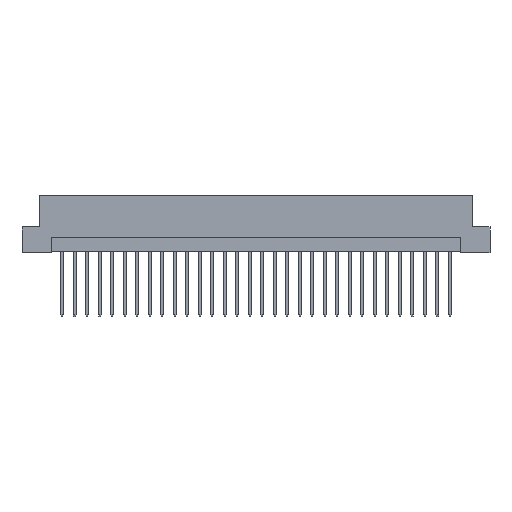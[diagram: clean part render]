
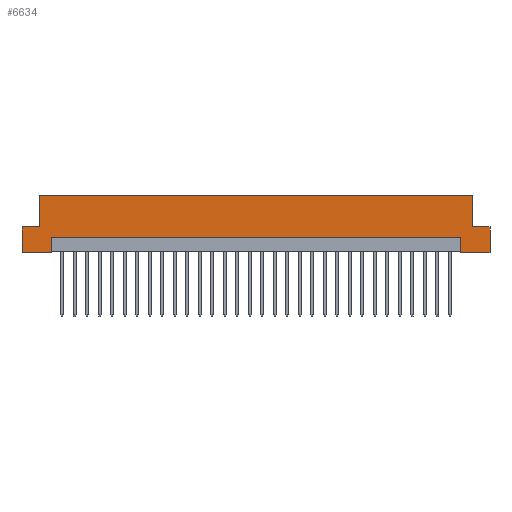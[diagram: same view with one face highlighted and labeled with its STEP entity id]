
A CAD part, front view. The second image highlights one B-rep face of the part: STEP entity #6634.
In plain terms, the highlighted planar face has unit normal (0, -1, 0).
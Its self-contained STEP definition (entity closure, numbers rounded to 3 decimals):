
#147 = DIRECTION ( 'NONE',  ( 0., 0., -1. ) ) ;
#582 = VERTEX_POINT ( 'NONE', #10951 ) ;
#636 = EDGE_CURVE ( 'NONE', #7040, #966, #6845, .T. ) ;
#803 = CARTESIAN_POINT ( 'NONE',  ( 47.5, -4.3, 0. ) ) ;
#870 = ORIENTED_EDGE ( 'NONE', *, *, #636, .F. ) ;
#916 = CARTESIAN_POINT ( 'NONE',  ( -44., -4.3, 5.2 ) ) ;
#966 = VERTEX_POINT ( 'NONE', #1473 ) ;
#1243 = VERTEX_POINT ( 'NONE', #5189 ) ;
#1473 = CARTESIAN_POINT ( 'NONE',  ( 47.5, -4.3, 0. ) ) ;
#1593 = AXIS2_PLACEMENT_3D ( 'NONE', #6920, #4037, #2995 ) ;
#1700 = EDGE_CURVE ( 'NONE', #6204, #582, #1910, .T. ) ;
#1897 = CARTESIAN_POINT ( 'NONE',  ( -41.6, -4.3, 0. ) ) ;
#1910 = LINE ( 'NONE', #916, #9089 ) ;
#2577 = EDGE_CURVE ( 'NONE', #12771, #5026, #7196, .T. ) ;
#2691 = VECTOR ( 'NONE', #147, 1000. ) ;
#2938 = LINE ( 'NONE', #6926, #12025 ) ;
#2995 = DIRECTION ( 'NONE',  ( -1., 0., 0. ) ) ;
#3048 = VECTOR ( 'NONE', #5240, 1000. ) ;
#3191 = ORIENTED_EDGE ( 'NONE', *, *, #6519, .F. ) ;
#3456 = ORIENTED_EDGE ( 'NONE', *, *, #5474, .T. ) ;
#3698 = CARTESIAN_POINT ( 'NONE',  ( 41.6, -4.3, 0.2 ) ) ;
#3923 = DIRECTION ( 'NONE',  ( 0., 0., 1. ) ) ;
#4037 = DIRECTION ( 'NONE',  ( 0., 1., 0. ) ) ;
#4069 = ORIENTED_EDGE ( 'NONE', *, *, #1700, .F. ) ;
#4196 = DIRECTION ( 'NONE',  ( 1., 0., 0. ) ) ;
#4690 = DIRECTION ( 'NONE',  ( 0., 0., 1. ) ) ;
#4724 = ORIENTED_EDGE ( 'NONE', *, *, #10096, .F. ) ;
#4841 = LINE ( 'NONE', #5814, #8497 ) ;
#4902 = CARTESIAN_POINT ( 'NONE',  ( 41.6, -4.3, 0. ) ) ;
#4987 = CARTESIAN_POINT ( 'NONE',  ( -41.6, -4.3, 0.2 ) ) ;
#4999 = VERTEX_POINT ( 'NONE', #8760 ) ;
#5026 = VERTEX_POINT ( 'NONE', #1897 ) ;
#5095 = VECTOR ( 'NONE', #8179, 1000. ) ;
#5189 = CARTESIAN_POINT ( 'NONE',  ( 44., -4.3, 11.6 ) ) ;
#5231 = CARTESIAN_POINT ( 'NONE',  ( -41.6, -4.3, 3. ) ) ;
#5240 = DIRECTION ( 'NONE',  ( 1., 0., 0. ) ) ;
#5474 = EDGE_CURVE ( 'NONE', #6921, #5026, #6946, .T. ) ;
#5814 = CARTESIAN_POINT ( 'NONE',  ( -47.5, -4.3, 5.2 ) ) ;
#5860 = LINE ( 'NONE', #3698, #8530 ) ;
#5863 = CARTESIAN_POINT ( 'NONE',  ( 47.5, -4.3, 11.6 ) ) ;
#6088 = EDGE_CURVE ( 'NONE', #12626, #966, #10079, .T. ) ;
#6094 = CARTESIAN_POINT ( 'NONE',  ( 47.5, -4.3, 5.2 ) ) ;
#6204 = VERTEX_POINT ( 'NONE', #7252 ) ;
#6223 = LINE ( 'NONE', #6094, #7838 ) ;
#6519 = EDGE_CURVE ( 'NONE', #4999, #6204, #4841, .T. ) ;
#6634 = ADVANCED_FACE ( 'NONE', ( #7117 ), #11954, .F. ) ;
#6845 = LINE ( 'NONE', #5863, #7077 ) ;
#6849 = CARTESIAN_POINT ( 'NONE',  ( -47.5, -4.3, 0. ) ) ;
#6920 = CARTESIAN_POINT ( 'NONE',  ( 47.5, -4.3, 11.6 ) ) ;
#6921 = VERTEX_POINT ( 'NONE', #6849 ) ;
#6926 = CARTESIAN_POINT ( 'NONE',  ( -41.6, -4.3, 3. ) ) ;
#6946 = LINE ( 'NONE', #803, #7010 ) ;
#7010 = VECTOR ( 'NONE', #7792, 1000. ) ;
#7040 = VERTEX_POINT ( 'NONE', #11943 ) ;
#7077 = VECTOR ( 'NONE', #11019, 1000. ) ;
#7117 = FACE_OUTER_BOUND ( 'NONE', #7840, .T. ) ;
#7196 = LINE ( 'NONE', #4987, #5095 ) ;
#7252 = CARTESIAN_POINT ( 'NONE',  ( -44., -4.3, 5.2 ) ) ;
#7533 = ORIENTED_EDGE ( 'NONE', *, *, #10744, .T. ) ;
#7670 = EDGE_CURVE ( 'NONE', #10177, #7040, #6223, .T. ) ;
#7792 = DIRECTION ( 'NONE',  ( 1., 0., 0. ) ) ;
#7838 = VECTOR ( 'NONE', #4196, 1000. ) ;
#7840 = EDGE_LOOP ( 'NONE', ( #8499, #12638, #11350, #870, #9729, #10107, #4724, #4069, #3191, #7533, #3456, #7920 ) ) ;
#7887 = VECTOR ( 'NONE', #8668, 1000. ) ;
#7920 = ORIENTED_EDGE ( 'NONE', *, *, #2577, .F. ) ;
#7997 = CARTESIAN_POINT ( 'NONE',  ( 44., -4.3, 5.2 ) ) ;
#8024 = EDGE_CURVE ( 'NONE', #12771, #11006, #2938, .T. ) ;
#8179 = DIRECTION ( 'NONE',  ( 0., 0., -1. ) ) ;
#8497 = VECTOR ( 'NONE', #8824, 1000. ) ;
#8499 = ORIENTED_EDGE ( 'NONE', *, *, #8024, .T. ) ;
#8530 = VECTOR ( 'NONE', #4690, 1000. ) ;
#8668 = DIRECTION ( 'NONE',  ( 1., 0., 0. ) ) ;
#8739 = LINE ( 'NONE', #12726, #7887 ) ;
#8760 = CARTESIAN_POINT ( 'NONE',  ( -47.5, -4.3, 5.2 ) ) ;
#8824 = DIRECTION ( 'NONE',  ( 1., 0., 0. ) ) ;
#8985 = LINE ( 'NONE', #7997, #9359 ) ;
#9080 = EDGE_CURVE ( 'NONE', #10177, #1243, #8985, .T. ) ;
#9089 = VECTOR ( 'NONE', #3923, 1000. ) ;
#9099 = CARTESIAN_POINT ( 'NONE',  ( -47.5, -4.3, 11.6 ) ) ;
#9116 = DIRECTION ( 'NONE',  ( 0., 0., 1. ) ) ;
#9359 = VECTOR ( 'NONE', #9116, 1000. ) ;
#9678 = CARTESIAN_POINT ( 'NONE',  ( 41.6, -4.3, 3. ) ) ;
#9729 = ORIENTED_EDGE ( 'NONE', *, *, #7670, .F. ) ;
#10053 = EDGE_CURVE ( 'NONE', #12626, #11006, #5860, .T. ) ;
#10079 = LINE ( 'NONE', #12032, #3048 ) ;
#10096 = EDGE_CURVE ( 'NONE', #582, #1243, #8739, .T. ) ;
#10107 = ORIENTED_EDGE ( 'NONE', *, *, #9080, .T. ) ;
#10177 = VERTEX_POINT ( 'NONE', #11089 ) ;
#10744 = EDGE_CURVE ( 'NONE', #4999, #6921, #10931, .T. ) ;
#10914 = DIRECTION ( 'NONE',  ( 1., 0., 0. ) ) ;
#10931 = LINE ( 'NONE', #9099, #2691 ) ;
#10951 = CARTESIAN_POINT ( 'NONE',  ( -44., -4.3, 11.6 ) ) ;
#11006 = VERTEX_POINT ( 'NONE', #9678 ) ;
#11019 = DIRECTION ( 'NONE',  ( 0., 0., -1. ) ) ;
#11089 = CARTESIAN_POINT ( 'NONE',  ( 44., -4.3, 5.2 ) ) ;
#11350 = ORIENTED_EDGE ( 'NONE', *, *, #6088, .T. ) ;
#11943 = CARTESIAN_POINT ( 'NONE',  ( 47.5, -4.3, 5.2 ) ) ;
#11954 = PLANE ( 'NONE',  #1593 ) ;
#12025 = VECTOR ( 'NONE', #10914, 1000. ) ;
#12032 = CARTESIAN_POINT ( 'NONE',  ( 47.5, -4.3, 0. ) ) ;
#12626 = VERTEX_POINT ( 'NONE', #4902 ) ;
#12638 = ORIENTED_EDGE ( 'NONE', *, *, #10053, .F. ) ;
#12726 = CARTESIAN_POINT ( 'NONE',  ( 47.5, -4.3, 11.6 ) ) ;
#12771 = VERTEX_POINT ( 'NONE', #5231 ) ;
